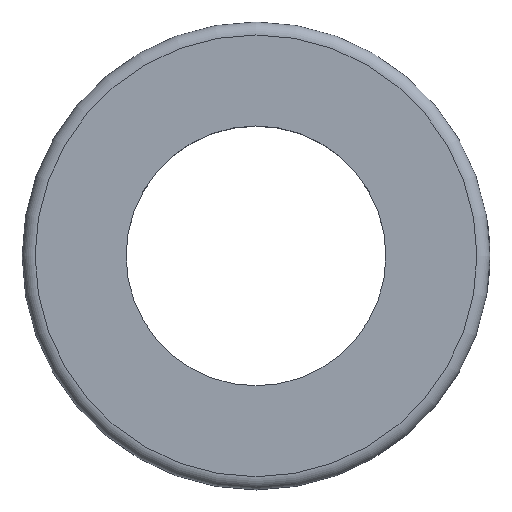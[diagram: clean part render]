
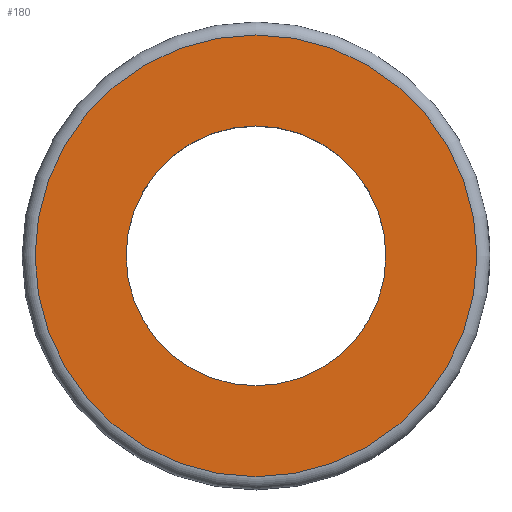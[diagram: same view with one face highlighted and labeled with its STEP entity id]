
A CAD part, top view. The second image highlights one B-rep face of the part: STEP entity #180.
In plain terms, the highlighted planar face has unit normal (0, 0, 1).
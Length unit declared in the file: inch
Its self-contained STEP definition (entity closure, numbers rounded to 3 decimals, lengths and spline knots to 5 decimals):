
#18=PLANE('',#207);
#25=CIRCLE('',#196,0.3125);
#30=CIRCLE('',#206,0.53125);
#47=FACE_BOUND('',#86,.T.);
#60=FACE_OUTER_BOUND('',#85,.T.);
#85=EDGE_LOOP('',(#161));
#86=EDGE_LOOP('',(#162));
#103=VERTEX_POINT('',#402);
#108=VERTEX_POINT('',#417);
#121=EDGE_CURVE('',#103,#103,#25,.T.);
#126=EDGE_CURVE('',#108,#108,#30,.T.);
#161=ORIENTED_EDGE('',*,*,#126,.F.);
#162=ORIENTED_EDGE('',*,*,#121,.T.);
#180=ADVANCED_FACE('',(#60,#47),#18,.F.);
#196=AXIS2_PLACEMENT_3D('',#403,#236,#237);
#206=AXIS2_PLACEMENT_3D('',#418,#256,#257);
#207=AXIS2_PLACEMENT_3D('',#419,#258,#259);
#236=DIRECTION('center_axis',(0.,0.,-1.));
#237=DIRECTION('ref_axis',(-1.,0.,0.));
#256=DIRECTION('center_axis',(0.,0.,-1.));
#257=DIRECTION('ref_axis',(-1.,0.,0.));
#258=DIRECTION('center_axis',(0.,0.,-1.));
#259=DIRECTION('ref_axis',(-1.,0.,0.));
#402=CARTESIAN_POINT('',(0.3125,0.,0.1875));
#403=CARTESIAN_POINT('Origin',(0.,0.,0.1875));
#417=CARTESIAN_POINT('',(0.53125,0.,0.1875));
#418=CARTESIAN_POINT('Origin',(0.,0.,0.1875));
#419=CARTESIAN_POINT('Origin',(0.,0.,0.1875));
